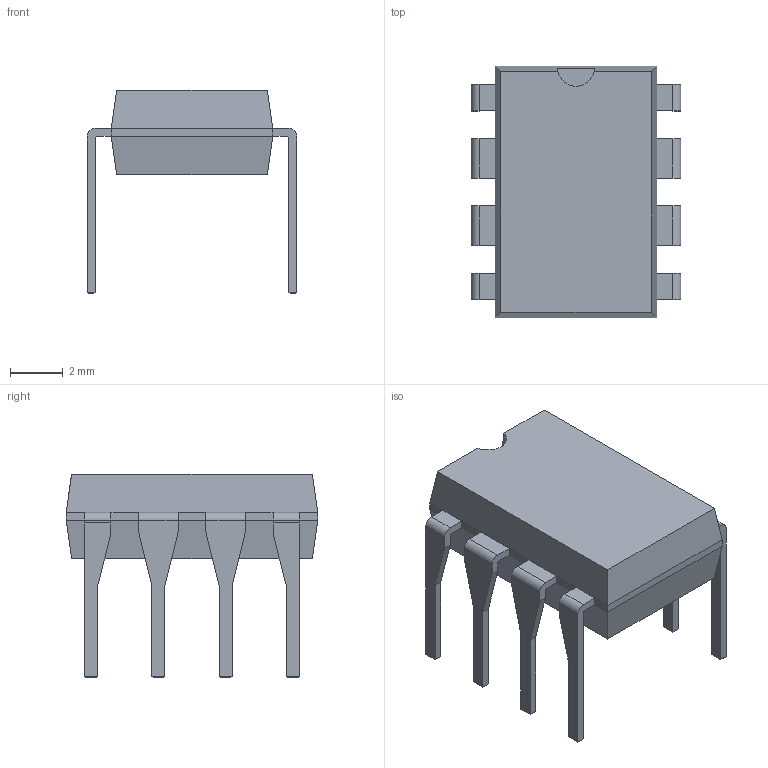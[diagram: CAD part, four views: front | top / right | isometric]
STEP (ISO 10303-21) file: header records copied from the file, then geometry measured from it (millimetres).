
FILE_DESCRIPTION(/* description */ ('Alibre Inc.'),/* implementation_level */ '2;1');
FILE_NAME(/* name */ 'export0',/* time_stamp */ '2013-07-15T23:16:42+03:00',/* author */ (''),/* organization */ (''),/* preprocessor_version */ 'ST-DEVELOPER v14',/* originating_system */ 'Alibre',/* authorisation */ '');
FILE_SCHEMA (('AUTOMOTIVE_DESIGN'));
Length unit declared in the file: centimetre
Bounding box: 7.92 x 9.5 x 7.7 mm (x, y, z)
Volume: 188.1 mm3; surface area: 314.7 mm2
Topology: 1 solids, 1 shells, 156 faces, 422 edges, 268 vertices
Faces by surface type: plane 139, cylinder 17
Entity records: 4792 total; most frequent: ORIENTED_EDGE 844, CARTESIAN_POINT 837, DIRECTION 622, EDGE_CURVE 422, VECTOR 377, LINE 377, VERTEX_POINT 268, AXIS2_PLACEMENT_3D 192
